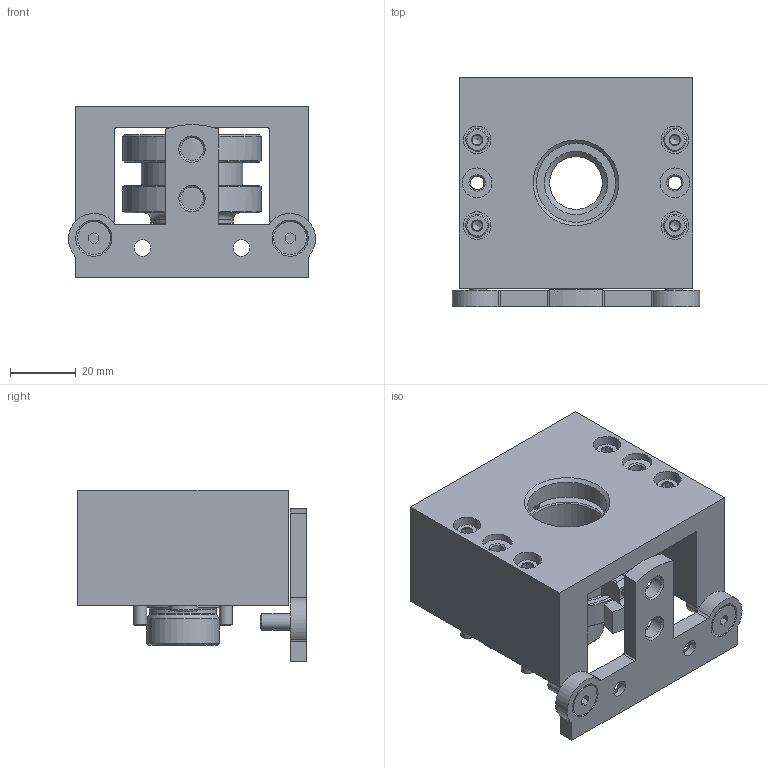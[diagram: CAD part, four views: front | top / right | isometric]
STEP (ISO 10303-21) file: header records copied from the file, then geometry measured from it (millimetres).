
FILE_DESCRIPTION(/* description */ ('STEP AP214'),/* implementation_level */ '2;1');
FILE_NAME(/* name */ '558392_EAPS-R1-20-S',/* time_stamp */ '2024-08-27T10:22:06+02:00',/* author */ ('License CC BY-ND 4.0'),/* organization */ ('CADENAS'),/* preprocessor_version */ 'ST-DEVELOPER v19.3',/* originating_system */ 'PARTsolutions',/* authorisation */ ' ');
FILE_SCHEMA (('AUTOMOTIVE_DESIGN {1 0 10303 214 3 1 1}'));
Length unit declared in the file: millimetre
Products named in the file (7): 558392 EAPS-R1-20-S; 558392 EAPS-R1-20-S_G; DIN-912 - M4x35(F); 8137184 ZBH-9-B; Aufnahme 1_A; Nocke301---(h); 558392 EAPS-R1-20-S---(H)
Assembly tree (11 placements, depth 2):
  558392 EAPS-R1-20-S
    558392 EAPS-R1-20-S_G
    DIN-912 - M4x35(F)  x4
    8137184 ZBH-9-B  x2
    Aufnahme 1_A
    Nocke301---(h)  x2
    558392 EAPS-R1-20-S---(H)
Bounding box: 75 x 69.5 x 52 mm (x, y, z)
Volume: 90141.8 mm3; surface area: 42332.3 mm2
Topology: 11 solids, 11 shells, 349 faces, 784 edges, 482 vertices
Faces by surface type: plane 172, cylinder 90, cone 80, torus 7
Full cylindrical faces by diameter (mm): 2.459 x2, 4 x4, 4.134 x2, 4.3 x2, 4.5 x4, 5 x6, 6.917 x2, 7 x4, 8.4 x4, 9 x2, 10 x2, 16 x1, 20.4 x1, 22 x1, 24 x2, 25 x1, 30.8 x1, 37 x2, 42 x2
Entity records: 6085 total; most frequent: DIRECTION 1068, CARTESIAN_POINT 1054, ORIENTED_EDGE 850, AXIS2_PLACEMENT_3D 434, EDGE_CURVE 425, FACE_BOUND 339, EDGE_LOOP 336, VERTEX_POINT 314
